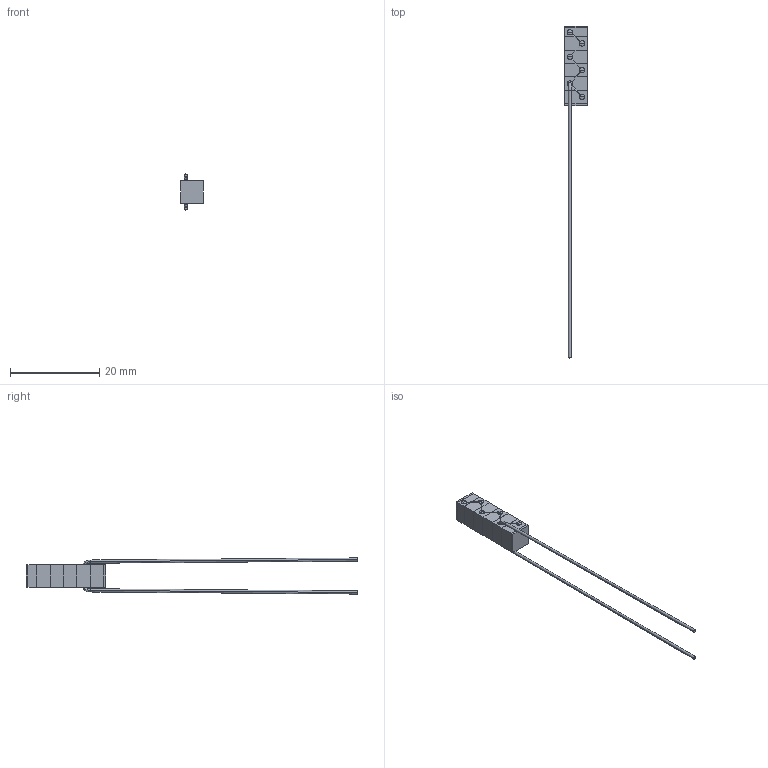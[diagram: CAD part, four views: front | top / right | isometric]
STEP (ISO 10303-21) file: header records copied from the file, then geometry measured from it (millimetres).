
FILE_DESCRIPTION (( 'STEP AP214' ), '1' );
FILE_NAME ('CTN002965.STEP', '2015-06-12T03:44:09', ( '' ), ( '' ), 'SwSTEP 2.0', 'SolidWorks 2014', '' );
FILE_SCHEMA (( 'AUTOMOTIVE_DESIGN' ));
Length unit declared in the file: millimetre
Products named in the file (1): CTN002965
Bounding box: 5 x 74.57 x 8.12 mm (x, y, z)
Volume: 691 mm3; surface area: 1362.1 mm2
Topology: 15 solids, 15 shells, 164 faces, 356 edges, 222 vertices
Faces by surface type: plane 88, cylinder 44, sphere 24, bspline 8
Entity records: 5856 total; most frequent: CARTESIAN_POINT 1379, ORIENTED_EDGE 712, DIRECTION 700, EDGE_CURVE 356, AXIS2_PLACEMENT_3D 241, VERTEX_POINT 222, LINE 218, VECTOR 218
